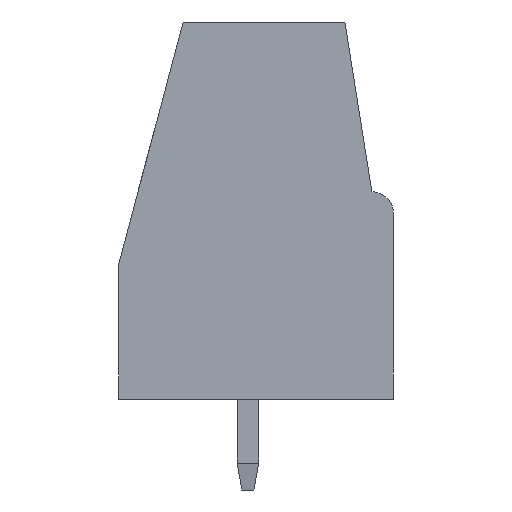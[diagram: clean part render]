
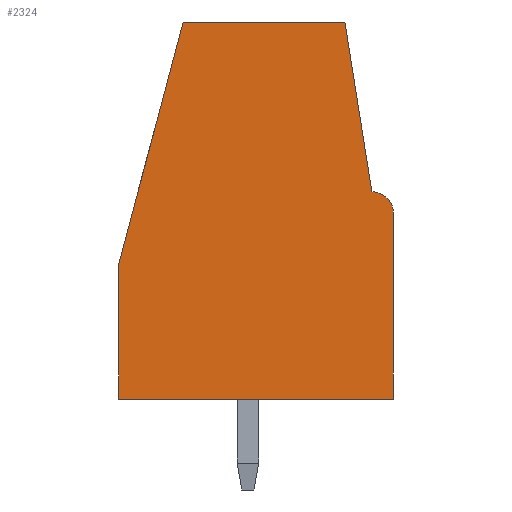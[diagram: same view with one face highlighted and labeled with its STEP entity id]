
A CAD part, front view. The second image highlights one B-rep face of the part: STEP entity #2324.
In plain terms, the highlighted planar face has unit normal (0, -1, 0).
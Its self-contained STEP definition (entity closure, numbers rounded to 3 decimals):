
#85=LINE('',#4147,#340);
#99=LINE('',#4178,#354);
#278=LINE('',#4615,#533);
#284=LINE('',#4625,#539);
#290=LINE('',#4639,#545);
#291=LINE('',#4641,#546);
#340=VECTOR('',#3503,1000.);
#354=VECTOR('',#3523,1000.);
#533=VECTOR('',#3956,1000.);
#539=VECTOR('',#3964,1000.);
#545=VECTOR('',#3982,1000.);
#546=VECTOR('',#3985,1000.);
#1120=ORIENTED_EDGE('',*,*,#1429,.T.);
#1121=ORIENTED_EDGE('',*,*,#1212,.T.);
#1122=ORIENTED_EDGE('',*,*,#1435,.T.);
#1123=ORIENTED_EDGE('',*,*,#1444,.T.);
#1124=ORIENTED_EDGE('',*,*,#1226,.T.);
#1125=ORIENTED_EDGE('',*,*,#1442,.T.);
#1126=ORIENTED_EDGE('',*,*,#1443,.T.);
#1212=EDGE_CURVE('',#1501,#1502,#85,.T.);
#1226=EDGE_CURVE('',#1511,#1514,#99,.T.);
#1429=EDGE_CURVE('',#1646,#1501,#278,.T.);
#1435=EDGE_CURVE('',#1502,#1648,#284,.T.);
#1442=EDGE_CURVE('',#1514,#1650,#290,.T.);
#1443=EDGE_CURVE('',#1650,#1646,#291,.T.);
#1444=EDGE_CURVE('',#1648,#1511,#1700,.T.);
#1501=VERTEX_POINT('',#4148);
#1502=VERTEX_POINT('',#4149);
#1511=VERTEX_POINT('',#4172);
#1514=VERTEX_POINT('',#4177);
#1646=VERTEX_POINT('',#4616);
#1648=VERTEX_POINT('',#4624);
#1650=VERTEX_POINT('',#4638);
#1700=CIRCLE('',#3372,0.8);
#1877=EDGE_LOOP('',(#1120,#1121,#1122,#1123,#1124,#1125,#1126));
#2058=FACE_BOUND('',#1877,.T.);
#2180=PLANE('',#3373);
#2324=ADVANCED_FACE('',(#2058),#2180,.T.);
#3372=AXIS2_PLACEMENT_3D('',#4643,#3988,#3989);
#3373=AXIS2_PLACEMENT_3D('',#4644,#3990,#3991);
#3503=DIRECTION('',(1.,0.,0.));
#3523=DIRECTION('',(-0.156,0.,0.988));
#3956=DIRECTION('',(0.,0.,-1.));
#3964=DIRECTION('',(0.,0.,1.));
#3982=DIRECTION('',(-1.,0.,0.));
#3985=DIRECTION('',(-0.257,0.,-0.966));
#3988=DIRECTION('',(0.,-1.,0.));
#3989=DIRECTION('',(-1.,0.,0.));
#3990=DIRECTION('',(0.,-1.,0.));
#3991=DIRECTION('',(0.,0.,-1.));
#4147=CARTESIAN_POINT('',(-10.2,-18.75,0.));
#4148=CARTESIAN_POINT('',(-10.2,-18.75,0.));
#4149=CARTESIAN_POINT('',(0.,-18.75,0.));
#4172=CARTESIAN_POINT('',(-0.8,-18.75,7.7));
#4177=CARTESIAN_POINT('',(-1.798,-18.75,14.));
#4178=CARTESIAN_POINT('',(-1.798,-18.75,14.));
#4615=CARTESIAN_POINT('',(-10.2,-18.75,5.));
#4616=CARTESIAN_POINT('',(-10.2,-18.75,5.));
#4624=CARTESIAN_POINT('',(0.,-18.75,6.9));
#4625=CARTESIAN_POINT('',(0.,-18.75,6.9));
#4638=CARTESIAN_POINT('',(-7.805,-18.75,14.));
#4639=CARTESIAN_POINT('',(-7.805,-18.75,14.));
#4641=CARTESIAN_POINT('',(-10.2,-18.75,5.));
#4643=CARTESIAN_POINT('',(-0.8,-18.75,6.9));
#4644=CARTESIAN_POINT('',(-0.8,-18.75,6.9));
